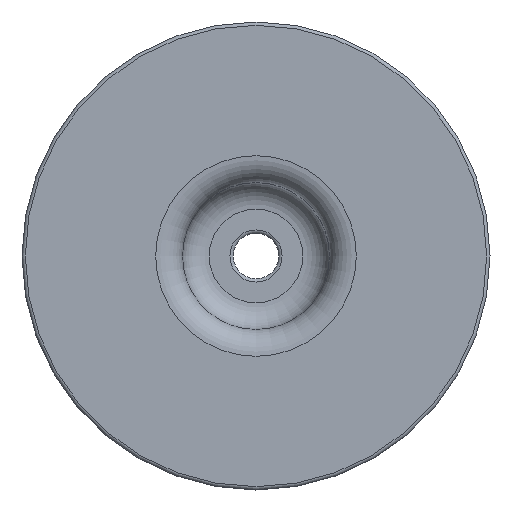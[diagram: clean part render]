
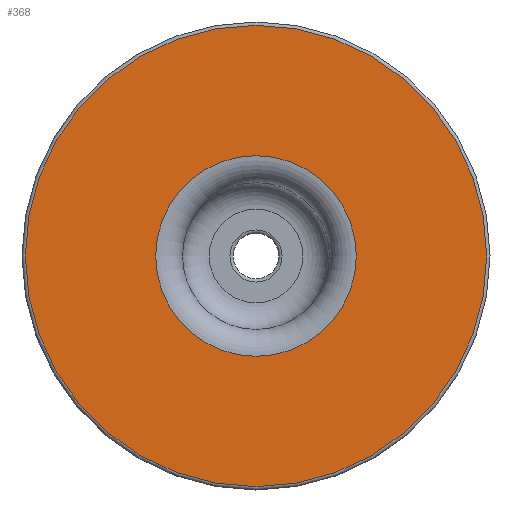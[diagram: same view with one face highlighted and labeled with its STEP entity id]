
A CAD part, front view. The second image highlights one B-rep face of the part: STEP entity #368.
In plain terms, the highlighted planar face has unit normal (0, -1, 0).
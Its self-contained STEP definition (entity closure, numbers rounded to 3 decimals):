
#18=FACE_BOUND('',#77,.T.);
#23=PLANE('',#445);
#53=FACE_OUTER_BOUND('',#76,.T.);
#76=EDGE_LOOP('',(#307,#308));
#77=EDGE_LOOP('',(#309,#310));
#117=CIRCLE('',#439,17.25);
#118=CIRCLE('',#440,17.25);
#122=CIRCLE('',#446,7.5);
#123=CIRCLE('',#447,7.5);
#163=VERTEX_POINT('',#689);
#164=VERTEX_POINT('',#691);
#167=VERTEX_POINT('',#702);
#168=VERTEX_POINT('',#703);
#212=EDGE_CURVE('',#163,#164,#117,.T.);
#213=EDGE_CURVE('',#164,#163,#118,.T.);
#218=EDGE_CURVE('',#167,#168,#122,.T.);
#219=EDGE_CURVE('',#168,#167,#123,.T.);
#307=ORIENTED_EDGE('',*,*,#213,.F.);
#308=ORIENTED_EDGE('',*,*,#212,.F.);
#309=ORIENTED_EDGE('',*,*,#218,.F.);
#310=ORIENTED_EDGE('',*,*,#219,.F.);
#368=ADVANCED_FACE('',(#53,#18),#23,.T.);
#439=AXIS2_PLACEMENT_3D('',#692,#559,#560);
#440=AXIS2_PLACEMENT_3D('',#693,#561,#562);
#445=AXIS2_PLACEMENT_3D('',#701,#572,#573);
#446=AXIS2_PLACEMENT_3D('',#704,#574,#575);
#447=AXIS2_PLACEMENT_3D('',#705,#576,#577);
#559=DIRECTION('center_axis',(0.,1.,0.));
#560=DIRECTION('ref_axis',(0.,0.,-1.));
#561=DIRECTION('center_axis',(0.,1.,0.));
#562=DIRECTION('ref_axis',(0.,0.,-1.));
#572=DIRECTION('center_axis',(0.,-1.,0.));
#573=DIRECTION('ref_axis',(0.,0.,-1.));
#574=DIRECTION('center_axis',(0.,-1.,0.));
#575=DIRECTION('ref_axis',(0.,0.,-1.));
#576=DIRECTION('center_axis',(0.,-1.,0.));
#577=DIRECTION('ref_axis',(0.,0.,-1.));
#689=CARTESIAN_POINT('',(0.,0.,-17.25));
#691=CARTESIAN_POINT('',(0.,0.,17.25));
#692=CARTESIAN_POINT('Origin',(0.,0.,0.));
#693=CARTESIAN_POINT('Origin',(0.,0.,0.));
#701=CARTESIAN_POINT('Origin',(0.,0.,17.5));
#702=CARTESIAN_POINT('',(0.,0.,7.5));
#703=CARTESIAN_POINT('',(0.,0.,-7.5));
#704=CARTESIAN_POINT('Origin',(0.,0.,0.));
#705=CARTESIAN_POINT('Origin',(0.,0.,0.));
